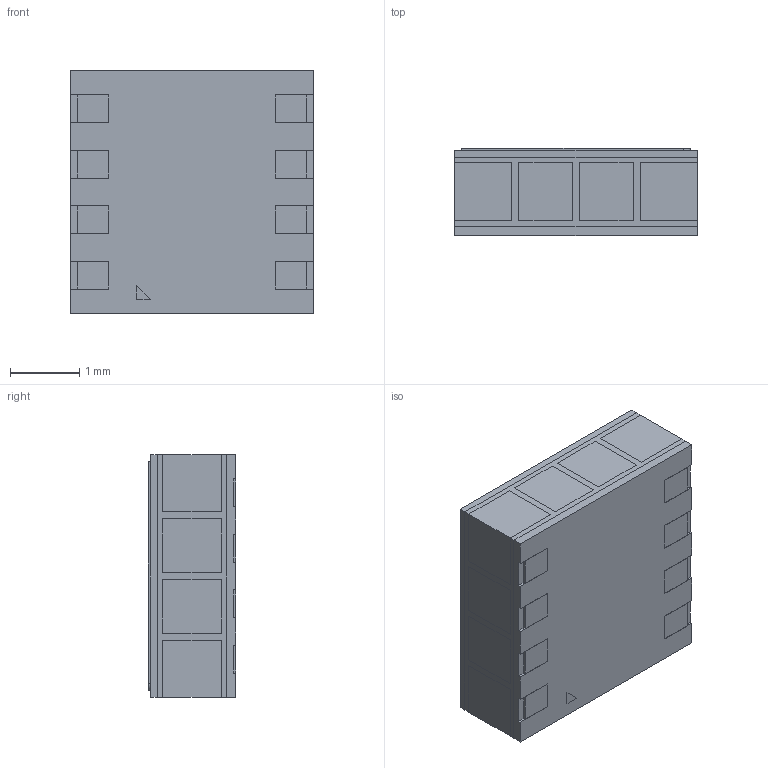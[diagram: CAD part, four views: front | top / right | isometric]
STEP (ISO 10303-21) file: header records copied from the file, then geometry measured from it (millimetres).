
FILE_DESCRIPTION (( 'STEP AP214' ), '1' );
FILE_NAME ('CH-101.STEP', '2019-12-19T13:43:36', ( '' ), ( '' ), 'SwSTEP 2.0', 'SolidWorks 2017', '' );
FILE_SCHEMA (( 'AUTOMOTIVE_DESIGN' ));
Length unit declared in the file: millimetre
Products named in the file (1): CH-101
Bounding box: 3.5 x 1.26 x 3.5 mm (x, y, z)
Volume: 15.3 mm3; surface area: 126.7 mm2
Topology: 16 solids, 16 shells, 259 faces, 672 edges, 448 vertices
Faces by surface type: plane 247, cylinder 12
Entity records: 8003 total; most frequent: CARTESIAN_POINT 1380, ORIENTED_EDGE 1344, DIRECTION 1216, EDGE_CURVE 672, LINE 648, VECTOR 648, VERTEX_POINT 448, EDGE_LOOP 294
